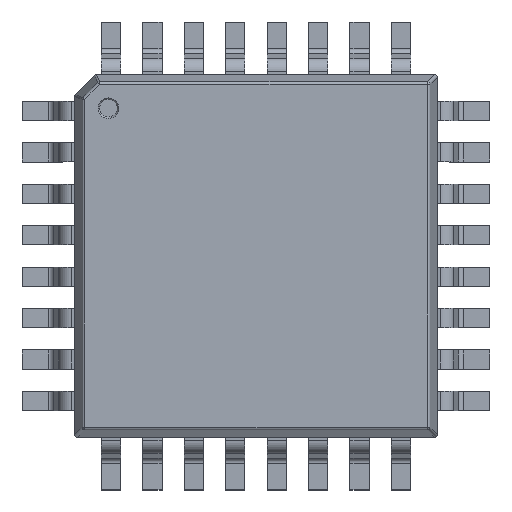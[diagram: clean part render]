
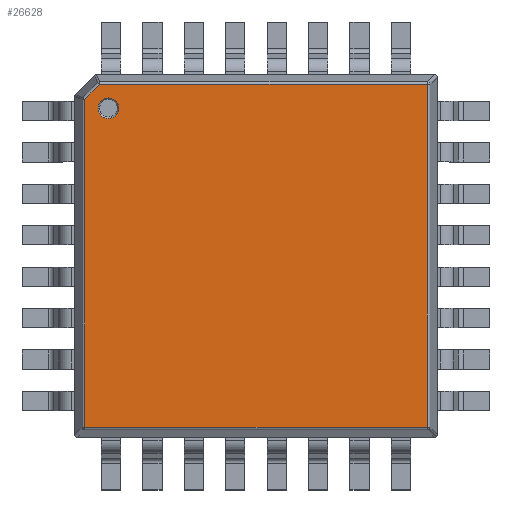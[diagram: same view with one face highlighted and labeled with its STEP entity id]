
A CAD part, top view. The second image highlights one B-rep face of the part: STEP entity #26628.
In plain terms, the highlighted planar face has unit normal (0, 0, 1).
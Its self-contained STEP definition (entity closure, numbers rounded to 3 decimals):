
#1431 = CARTESIAN_POINT ( 'NONE',  ( -2.851, 2.851, 0.85 ) ) ;
#2130 = VERTEX_POINT ( 'NONE', #26275 ) ;
#2243 = ORIENTED_EDGE ( 'NONE', *, *, #16075, .F. ) ;
#2657 = ORIENTED_EDGE ( 'NONE', *, *, #13729, .T. ) ;
#3028 = DIRECTION ( 'NONE',  ( 0., 1., 0. ) ) ;
#3741 = DIRECTION ( 'NONE',  ( 1., 0., 0. ) ) ;
#4058 = CARTESIAN_POINT ( 'NONE',  ( -2.651, 2.851, 0.85 ) ) ;
#4681 = CARTESIAN_POINT ( 'NONE',  ( -2.851, 2.851, 0.85 ) ) ;
#4866 = DIRECTION ( 'NONE',  ( 0., -1., 0. ) ) ;
#5628 = ORIENTED_EDGE ( 'NONE', *, *, #23417, .F. ) ;
#5982 = ORIENTED_EDGE ( 'NONE', *, *, #17686, .T. ) ;
#6137 = CARTESIAN_POINT ( 'NONE',  ( 0., 0., 0.85 ) ) ;
#6234 = DIRECTION ( 'NONE',  ( 1., 0., 0. ) ) ;
#6288 = LINE ( 'NONE', #8051, #18603 ) ;
#6315 = DIRECTION ( 'NONE',  ( -0.707, -0.707, 0. ) ) ;
#6991 = DIRECTION ( 'NONE',  ( 1., 0., 0. ) ) ;
#8051 = CARTESIAN_POINT ( 'NONE',  ( 0., 3.311, 0.85 ) ) ;
#8562 = EDGE_LOOP ( 'NONE', ( #2243, #5628 ) ) ;
#8646 = CARTESIAN_POINT ( 'NONE',  ( -3.311, -3.311, 0.85 ) ) ;
#8808 = VECTOR ( 'NONE', #6234, 1000. ) ;
#9431 = VERTEX_POINT ( 'NONE', #21767 ) ;
#10204 = LINE ( 'NONE', #22505, #16352 ) ;
#10904 = DIRECTION ( 'NONE',  ( 0., 0., -1. ) ) ;
#11082 = CARTESIAN_POINT ( 'NONE',  ( 3.311, 3.311, 0.85 ) ) ;
#13197 = LINE ( 'NONE', #22864, #24761 ) ;
#13729 = EDGE_CURVE ( 'NONE', #9431, #20113, #18689, .T. ) ;
#13932 = CARTESIAN_POINT ( 'NONE',  ( -3.022, 3.311, 0.85 ) ) ;
#14462 = EDGE_CURVE ( 'NONE', #27179, #9431, #14910, .T. ) ;
#14910 = LINE ( 'NONE', #19651, #8808 ) ;
#14989 = FACE_OUTER_BOUND ( 'NONE', #25404, .T. ) ;
#15204 = CIRCLE ( 'NONE', #29620, 0.2 ) ;
#15754 = VERTEX_POINT ( 'NONE', #13932 ) ;
#16075 = EDGE_CURVE ( 'NONE', #18909, #29622, #15204, .T. ) ;
#16140 = AXIS2_PLACEMENT_3D ( 'NONE', #4681, #20880, #6991 ) ;
#16352 = VECTOR ( 'NONE', #6315, 1000. ) ;
#16724 = CARTESIAN_POINT ( 'NONE',  ( 3.311, 0., 0.85 ) ) ;
#16886 = ORIENTED_EDGE ( 'NONE', *, *, #22362, .T. ) ;
#17580 = DIRECTION ( 'NONE',  ( 0., 0., 1. ) ) ;
#17686 = EDGE_CURVE ( 'NONE', #20113, #15754, #6288, .T. ) ;
#18603 = VECTOR ( 'NONE', #24204, 1000. ) ;
#18689 = LINE ( 'NONE', #16724, #24087 ) ;
#18909 = VERTEX_POINT ( 'NONE', #4058 ) ;
#19651 = CARTESIAN_POINT ( 'NONE',  ( 0., -3.311, 0.85 ) ) ;
#20058 = EDGE_CURVE ( 'NONE', #15754, #2130, #10204, .T. ) ;
#20113 = VERTEX_POINT ( 'NONE', #11082 ) ;
#20329 = CARTESIAN_POINT ( 'NONE',  ( -3.051, 2.851, 0.85 ) ) ;
#20880 = DIRECTION ( 'NONE',  ( 0., 0., 1. ) ) ;
#21451 = AXIS2_PLACEMENT_3D ( 'NONE', #6137, #10904, #27073 ) ;
#21767 = CARTESIAN_POINT ( 'NONE',  ( 3.311, -3.311, 0.85 ) ) ;
#22362 = EDGE_CURVE ( 'NONE', #2130, #27179, #13197, .T. ) ;
#22505 = CARTESIAN_POINT ( 'NONE',  ( -3.166, 3.166, 0.85 ) ) ;
#22864 = CARTESIAN_POINT ( 'NONE',  ( -3.311, 0., 0.85 ) ) ;
#23021 = CIRCLE ( 'NONE', #16140, 0.2 ) ;
#23417 = EDGE_CURVE ( 'NONE', #29622, #18909, #23021, .T. ) ;
#24087 = VECTOR ( 'NONE', #3028, 1000. ) ;
#24204 = DIRECTION ( 'NONE',  ( -1., 0., 0. ) ) ;
#24300 = ORIENTED_EDGE ( 'NONE', *, *, #14462, .T. ) ;
#24719 = PLANE ( 'NONE',  #21451 ) ;
#24761 = VECTOR ( 'NONE', #4866, 1000. ) ;
#25404 = EDGE_LOOP ( 'NONE', ( #5982, #25964, #16886, #24300, #2657 ) ) ;
#25964 = ORIENTED_EDGE ( 'NONE', *, *, #20058, .T. ) ;
#26275 = CARTESIAN_POINT ( 'NONE',  ( -3.311, 3.022, 0.85 ) ) ;
#26628 = ADVANCED_FACE ( 'NONE', ( #14989, #27327 ), #24719, .F. ) ;
#27073 = DIRECTION ( 'NONE',  ( -1., 0., 0. ) ) ;
#27179 = VERTEX_POINT ( 'NONE', #8646 ) ;
#27327 = FACE_BOUND ( 'NONE', #8562, .T. ) ;
#29620 = AXIS2_PLACEMENT_3D ( 'NONE', #1431, #17580, #3741 ) ;
#29622 = VERTEX_POINT ( 'NONE', #20329 ) ;
